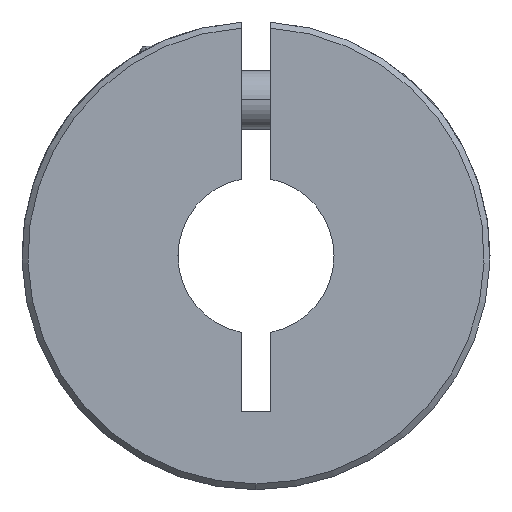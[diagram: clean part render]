
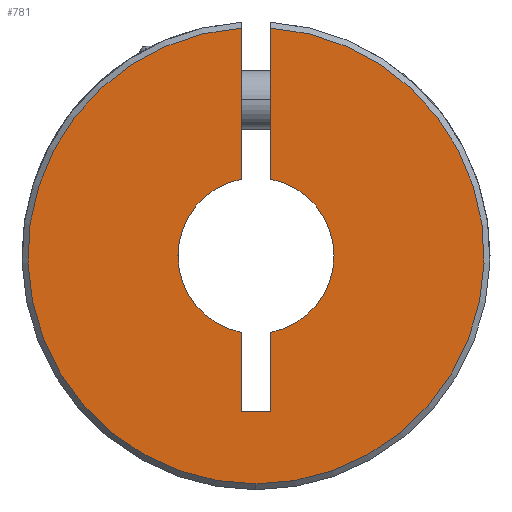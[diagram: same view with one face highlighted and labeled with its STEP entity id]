
A CAD part, left-side view. The second image highlights one B-rep face of the part: STEP entity #781.
In plain terms, the highlighted planar face has unit normal (-1, 0, 0).
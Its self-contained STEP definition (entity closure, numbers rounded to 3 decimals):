
#80 = ORIENTED_EDGE ( 'NONE', *, *, #5180, .T. ) ;
#127 = CARTESIAN_POINT ( 'NONE',  ( -17.5, -0.75, -8. ) ) ;
#148 = VECTOR ( 'NONE', #6337, 1000. ) ;
#230 = CARTESIAN_POINT ( 'NONE',  ( -17.5, 0.75, -8. ) ) ;
#248 = DIRECTION ( 'NONE',  ( -1., 0., 0. ) ) ;
#310 = DIRECTION ( 'NONE',  ( 0., 0., 1. ) ) ;
#545 = ORIENTED_EDGE ( 'NONE', *, *, #1671, .F. ) ;
#764 = LINE ( 'NONE', #230, #148 ) ;
#781 = ADVANCED_FACE ( 'NONE', ( #3124 ), #1637, .F. ) ;
#873 = ORIENTED_EDGE ( 'NONE', *, *, #4313, .F. ) ;
#875 = VECTOR ( 'NONE', #3439, 1000. ) ;
#1033 = DIRECTION ( 'NONE',  ( -1., 0., 0. ) ) ;
#1251 = ORIENTED_EDGE ( 'NONE', *, *, #1458, .F. ) ;
#1266 = CIRCLE ( 'NONE', #2065, 4. ) ;
#1283 = CARTESIAN_POINT ( 'NONE',  ( -17.5, 0., 0. ) ) ;
#1422 = VERTEX_POINT ( 'NONE', #4099 ) ;
#1458 = EDGE_CURVE ( 'NONE', #2723, #6606, #1266, .T. ) ;
#1637 = PLANE ( 'NONE',  #5138 ) ;
#1671 = EDGE_CURVE ( 'NONE', #1422, #3001, #5635, .T. ) ;
#1698 = CARTESIAN_POINT ( 'NONE',  ( -17.5, 0., 0. ) ) ;
#2065 = AXIS2_PLACEMENT_3D ( 'NONE', #1283, #2423, #2391 ) ;
#2132 = DIRECTION ( 'NONE',  ( 0., 0., 1. ) ) ;
#2148 = CARTESIAN_POINT ( 'NONE',  ( -17.5, 4., 0. ) ) ;
#2215 = ORIENTED_EDGE ( 'NONE', *, *, #2504, .T. ) ;
#2342 = ORIENTED_EDGE ( 'NONE', *, *, #4555, .T. ) ;
#2391 = DIRECTION ( 'NONE',  ( 0., 0., 1. ) ) ;
#2423 = DIRECTION ( 'NONE',  ( -1., 0., 0. ) ) ;
#2504 = EDGE_CURVE ( 'NONE', #3161, #6268, #2835, .T. ) ;
#2543 = AXIS2_PLACEMENT_3D ( 'NONE', #1698, #5064, #3238 ) ;
#2621 = ORIENTED_EDGE ( 'NONE', *, *, #4640, .F. ) ;
#2639 = LINE ( 'NONE', #7191, #3252 ) ;
#2723 = VERTEX_POINT ( 'NONE', #6978 ) ;
#2835 = CIRCLE ( 'NONE', #6973, 11.7 ) ;
#3001 = VERTEX_POINT ( 'NONE', #5205 ) ;
#3042 = LINE ( 'NONE', #4125, #6834 ) ;
#3052 = VERTEX_POINT ( 'NONE', #4787 ) ;
#3124 = FACE_OUTER_BOUND ( 'NONE', #4611, .T. ) ;
#3161 = VERTEX_POINT ( 'NONE', #7146 ) ;
#3182 = CARTESIAN_POINT ( 'NONE',  ( -17.5, 0.75, -8. ) ) ;
#3238 = DIRECTION ( 'NONE',  ( 0., 0., 1. ) ) ;
#3252 = VECTOR ( 'NONE', #2132, 1000. ) ;
#3439 = DIRECTION ( 'NONE',  ( 0., 1., 0. ) ) ;
#3733 = DIRECTION ( 'NONE',  ( 1., 0., 0. ) ) ;
#3845 = CARTESIAN_POINT ( 'NONE',  ( -17.5, 0., 0. ) ) ;
#3900 = CIRCLE ( 'NONE', #5914, 11.7 ) ;
#4099 = CARTESIAN_POINT ( 'NONE',  ( -17.5, -0.75, -3.929 ) ) ;
#4125 = CARTESIAN_POINT ( 'NONE',  ( -17.5, -0.75, -8. ) ) ;
#4249 = ORIENTED_EDGE ( 'NONE', *, *, #5598, .T. ) ;
#4313 = EDGE_CURVE ( 'NONE', #7184, #1422, #3042, .T. ) ;
#4377 = DIRECTION ( 'NONE',  ( 0., 0., 1. ) ) ;
#4520 = LINE ( 'NONE', #127, #875 ) ;
#4555 = EDGE_CURVE ( 'NONE', #3052, #6606, #764, .T. ) ;
#4582 = DIRECTION ( 'NONE',  ( 0., 0., -1. ) ) ;
#4611 = EDGE_LOOP ( 'NONE', ( #4249, #2215, #80, #2621, #545, #873, #6114, #2342, #1251 ) ) ;
#4640 = EDGE_CURVE ( 'NONE', #3001, #5273, #2639, .T. ) ;
#4787 = CARTESIAN_POINT ( 'NONE',  ( -17.5, 0.75, -8. ) ) ;
#5064 = DIRECTION ( 'NONE',  ( -1., 0., 0. ) ) ;
#5080 = VECTOR ( 'NONE', #4377, 1000. ) ;
#5138 = AXIS2_PLACEMENT_3D ( 'NONE', #2148, #3733, #6108 ) ;
#5157 = CARTESIAN_POINT ( 'NONE',  ( -17.5, 0., -11.7 ) ) ;
#5180 = EDGE_CURVE ( 'NONE', #6268, #5273, #3900, .T. ) ;
#5186 = CARTESIAN_POINT ( 'NONE',  ( -17.5, 0., 0. ) ) ;
#5205 = CARTESIAN_POINT ( 'NONE',  ( -17.5, -0.75, 3.929 ) ) ;
#5273 = VERTEX_POINT ( 'NONE', #5296 ) ;
#5296 = CARTESIAN_POINT ( 'NONE',  ( -17.5, -0.75, 11.676 ) ) ;
#5598 = EDGE_CURVE ( 'NONE', #2723, #3161, #7150, .T. ) ;
#5635 = CIRCLE ( 'NONE', #2543, 4. ) ;
#5636 = EDGE_CURVE ( 'NONE', #7184, #3052, #4520, .T. ) ;
#5914 = AXIS2_PLACEMENT_3D ( 'NONE', #3845, #1033, #6183 ) ;
#6108 = DIRECTION ( 'NONE',  ( 0., 0., -1. ) ) ;
#6114 = ORIENTED_EDGE ( 'NONE', *, *, #5636, .T. ) ;
#6183 = DIRECTION ( 'NONE',  ( 0., 0., -1. ) ) ;
#6268 = VERTEX_POINT ( 'NONE', #5157 ) ;
#6337 = DIRECTION ( 'NONE',  ( 0., 0., 1. ) ) ;
#6606 = VERTEX_POINT ( 'NONE', #7228 ) ;
#6834 = VECTOR ( 'NONE', #310, 1000. ) ;
#6973 = AXIS2_PLACEMENT_3D ( 'NONE', #5186, #248, #4582 ) ;
#6978 = CARTESIAN_POINT ( 'NONE',  ( -17.5, 0.75, 3.929 ) ) ;
#7107 = CARTESIAN_POINT ( 'NONE',  ( -17.5, -0.75, -8. ) ) ;
#7146 = CARTESIAN_POINT ( 'NONE',  ( -17.5, 0.75, 11.676 ) ) ;
#7150 = LINE ( 'NONE', #3182, #5080 ) ;
#7184 = VERTEX_POINT ( 'NONE', #7107 ) ;
#7191 = CARTESIAN_POINT ( 'NONE',  ( -17.5, -0.75, -8. ) ) ;
#7228 = CARTESIAN_POINT ( 'NONE',  ( -17.5, 0.75, -3.929 ) ) ;
